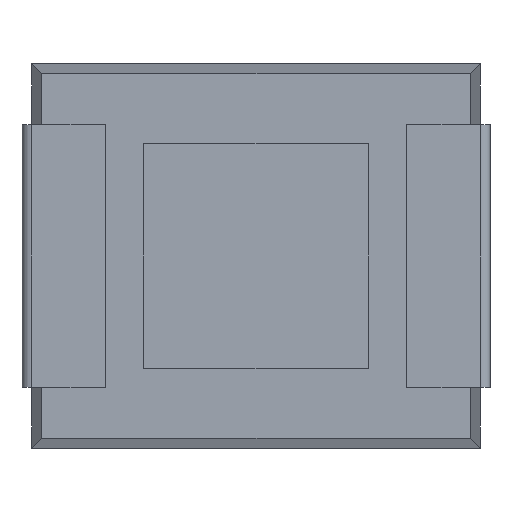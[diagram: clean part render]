
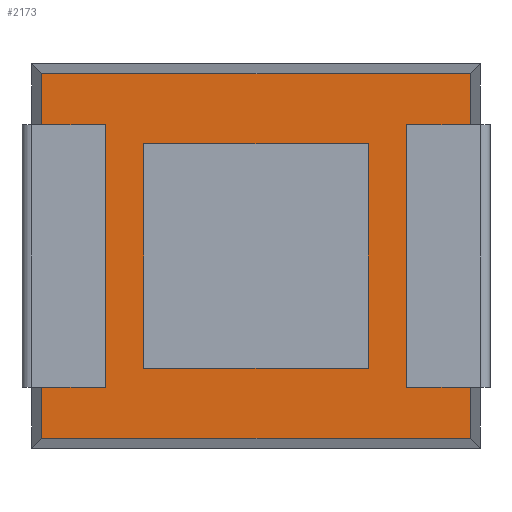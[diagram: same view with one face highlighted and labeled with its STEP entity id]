
A CAD part, front view. The second image highlights one B-rep face of the part: STEP entity #2173.
In plain terms, the highlighted planar face has unit normal (0, -1, 0).
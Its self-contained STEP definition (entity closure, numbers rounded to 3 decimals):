
#13 = CARTESIAN_POINT ( 'NONE',  ( 3.339, 0.13, 0. ) ) ;
#43 = VECTOR ( 'NONE', #2138, 1000. ) ;
#155 = LINE ( 'NONE', #2117, #43 ) ;
#187 = FACE_OUTER_BOUND ( 'NONE', #386, .T. ) ;
#211 = EDGE_CURVE ( 'NONE', #455, #1449, #1875, .T. ) ;
#213 = CARTESIAN_POINT ( 'NONE',  ( -3.339, 0.13, 0. ) ) ;
#216 = ORIENTED_EDGE ( 'NONE', *, *, #541, .F. ) ;
#235 = CARTESIAN_POINT ( 'NONE',  ( 3.339, 0.13, -2.839 ) ) ;
#264 = DIRECTION ( 'NONE',  ( -1., 0., 0. ) ) ;
#276 = ORIENTED_EDGE ( 'NONE', *, *, #280, .T. ) ;
#280 = EDGE_CURVE ( 'NONE', #1449, #1163, #155, .T. ) ;
#293 = LINE ( 'NONE', #1680, #1151 ) ;
#386 = EDGE_LOOP ( 'NONE', ( #1416, #1675, #216, #1244 ) ) ;
#455 = VERTEX_POINT ( 'NONE', #589 ) ;
#459 = DIRECTION ( 'NONE',  ( -1., 0., 0. ) ) ;
#503 = AXIS2_PLACEMENT_3D ( 'NONE', #733, #1248, #901 ) ;
#541 = EDGE_CURVE ( 'NONE', #1961, #1562, #293, .T. ) ;
#544 = VERTEX_POINT ( 'NONE', #1309 ) ;
#557 = PLANE ( 'NONE',  #503 ) ;
#568 = LINE ( 'NONE', #213, #1610 ) ;
#581 = ORIENTED_EDGE ( 'NONE', *, *, #211, .T. ) ;
#589 = CARTESIAN_POINT ( 'NONE',  ( -1.75, 0.13, 1.75 ) ) ;
#590 = VECTOR ( 'NONE', #1220, 1000. ) ;
#599 = CARTESIAN_POINT ( 'NONE',  ( 1.75, 0.13, 1.75 ) ) ;
#665 = VECTOR ( 'NONE', #2236, 1000. ) ;
#685 = CARTESIAN_POINT ( 'NONE',  ( 3.339, 0.13, 2.839 ) ) ;
#692 = LINE ( 'NONE', #847, #665 ) ;
#733 = CARTESIAN_POINT ( 'NONE',  ( 0., 0.13, 0. ) ) ;
#847 = CARTESIAN_POINT ( 'NONE',  ( 0., 0.13, 2.839 ) ) ;
#854 = VERTEX_POINT ( 'NONE', #685 ) ;
#876 = VECTOR ( 'NONE', #1965, 1000. ) ;
#901 = DIRECTION ( 'NONE',  ( 0., 0., 1. ) ) ;
#904 = VERTEX_POINT ( 'NONE', #1879 ) ;
#995 = CARTESIAN_POINT ( 'NONE',  ( 1.75, 0.13, 1.75 ) ) ;
#1021 = EDGE_CURVE ( 'NONE', #1562, #544, #568, .T. ) ;
#1125 = ORIENTED_EDGE ( 'NONE', *, *, #1781, .T. ) ;
#1151 = VECTOR ( 'NONE', #459, 1000. ) ;
#1163 = VERTEX_POINT ( 'NONE', #1888 ) ;
#1183 = CARTESIAN_POINT ( 'NONE',  ( -3.339, 0.13, -2.839 ) ) ;
#1201 = EDGE_CURVE ( 'NONE', #544, #854, #692, .T. ) ;
#1220 = DIRECTION ( 'NONE',  ( 0., 0., 1. ) ) ;
#1244 = ORIENTED_EDGE ( 'NONE', *, *, #2156, .F. ) ;
#1248 = DIRECTION ( 'NONE',  ( 0., 1., 0. ) ) ;
#1262 = FACE_BOUND ( 'NONE', #2046, .T. ) ;
#1309 = CARTESIAN_POINT ( 'NONE',  ( -3.339, 0.13, 2.839 ) ) ;
#1416 = ORIENTED_EDGE ( 'NONE', *, *, #1201, .F. ) ;
#1449 = VERTEX_POINT ( 'NONE', #599 ) ;
#1485 = CARTESIAN_POINT ( 'NONE',  ( 1.75, 0.13, -1.75 ) ) ;
#1562 = VERTEX_POINT ( 'NONE', #1183 ) ;
#1608 = LINE ( 'NONE', #2145, #590 ) ;
#1610 = VECTOR ( 'NONE', #1988, 1000. ) ;
#1675 = ORIENTED_EDGE ( 'NONE', *, *, #1021, .F. ) ;
#1680 = CARTESIAN_POINT ( 'NONE',  ( 0., 0.13, -2.839 ) ) ;
#1692 = DIRECTION ( 'NONE',  ( 1., 0., 0. ) ) ;
#1781 = EDGE_CURVE ( 'NONE', #904, #455, #1608, .T. ) ;
#1875 = LINE ( 'NONE', #995, #2080 ) ;
#1879 = CARTESIAN_POINT ( 'NONE',  ( -1.75, 0.13, -1.75 ) ) ;
#1887 = EDGE_CURVE ( 'NONE', #1163, #904, #2194, .T. ) ;
#1888 = CARTESIAN_POINT ( 'NONE',  ( 1.75, 0.13, -1.75 ) ) ;
#1961 = VERTEX_POINT ( 'NONE', #235 ) ;
#1965 = DIRECTION ( 'NONE',  ( 0., 0., -1. ) ) ;
#1988 = DIRECTION ( 'NONE',  ( 0., 0., 1. ) ) ;
#2046 = EDGE_LOOP ( 'NONE', ( #276, #2207, #1125, #581 ) ) ;
#2080 = VECTOR ( 'NONE', #1692, 1000. ) ;
#2117 = CARTESIAN_POINT ( 'NONE',  ( 1.75, 0.13, 1.75 ) ) ;
#2138 = DIRECTION ( 'NONE',  ( 0., 0., -1. ) ) ;
#2145 = CARTESIAN_POINT ( 'NONE',  ( -1.75, 0.13, 1.75 ) ) ;
#2156 = EDGE_CURVE ( 'NONE', #854, #1961, #2280, .T. ) ;
#2173 = ADVANCED_FACE ( 'NONE', ( #187, #1262 ), #557, .F. ) ;
#2175 = VECTOR ( 'NONE', #264, 1000. ) ;
#2194 = LINE ( 'NONE', #1485, #2175 ) ;
#2207 = ORIENTED_EDGE ( 'NONE', *, *, #1887, .T. ) ;
#2236 = DIRECTION ( 'NONE',  ( 1., 0., 0. ) ) ;
#2280 = LINE ( 'NONE', #13, #876 ) ;
